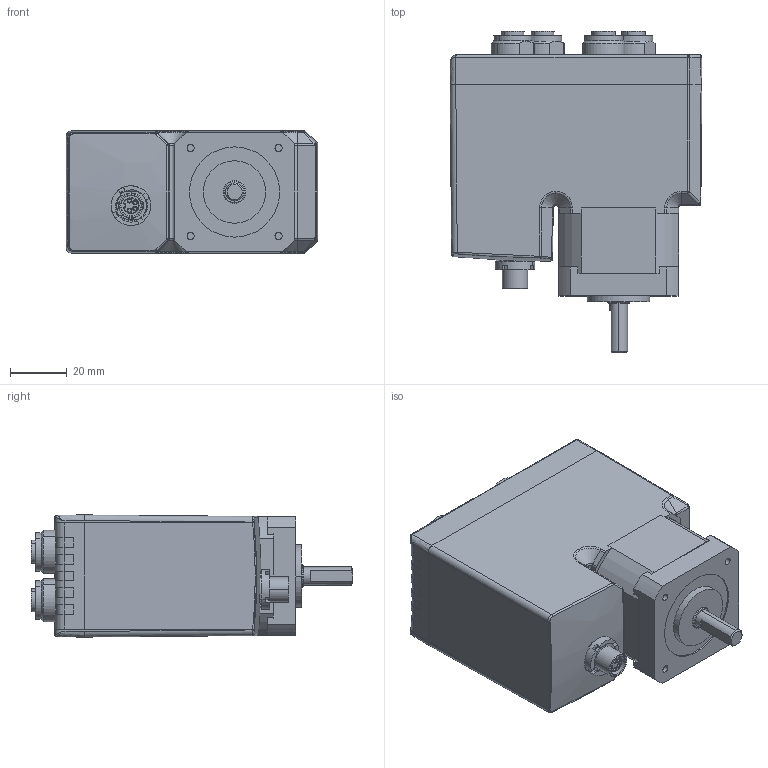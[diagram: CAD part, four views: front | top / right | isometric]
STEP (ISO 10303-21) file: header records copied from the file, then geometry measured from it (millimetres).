
FILE_DESCRIPTION (( 'STEP AP214' ), '1' );
FILE_NAME ('MIS173 Ø6_35 Axial M12 STO.STEP', '2020-03-10T00:45:31', ( '' ), ( '' ), 'SwSTEP 2.0', 'SolidWorks 2018', '' );
FILE_SCHEMA (( 'AUTOMOTIVE_DESIGN' ));
Length unit declared in the file: millimetre
Products named in the file (1): MIS173 Ø6_35 Axial M12 STO
Bounding box: 88.76 x 113.3 x 43.06 mm (x, y, z)
Volume: 285763.7 mm3; surface area: 33697.3 mm2
Topology: 1 solids, 1 shells, 548 faces, 1382 edges, 840 vertices
Faces by surface type: plane 234, cylinder 193, bspline 57, cone 47, torus 11, sphere 6
Entity records: 26893 total; most frequent: CARTESIAN_POINT 8494, ORIENTED_EDGE 2744, DIRECTION 2384, EDGE_CURVE 1372, AXIS2_PLACEMENT_3D 897, VERTEX_POINT 840, EDGE_LOOP 604, VECTOR 590
